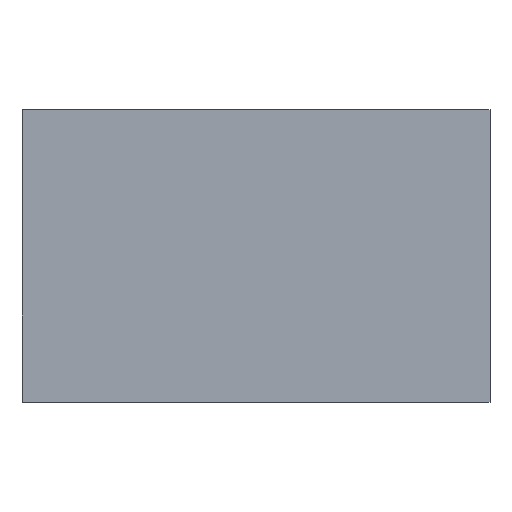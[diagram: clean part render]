
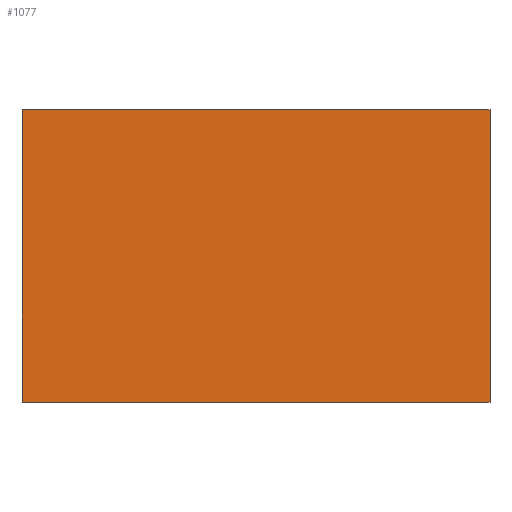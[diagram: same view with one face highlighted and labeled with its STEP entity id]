
A CAD part, top view. The second image highlights one B-rep face of the part: STEP entity #1077.
In plain terms, the highlighted planar face has unit normal (0, 0, 1).
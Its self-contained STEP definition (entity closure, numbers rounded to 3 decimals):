
#115=FACE_OUTER_BOUND('',#175,.T.);
#175=EDGE_LOOP('',(#972,#973,#974,#975));
#296=LINE('',#1846,#422);
#298=LINE('',#1850,#424);
#300=LINE('',#1854,#426);
#302=LINE('',#1857,#428);
#422=VECTOR('',#1342,10.);
#424=VECTOR('',#1346,10.);
#426=VECTOR('',#1350,10.);
#428=VECTOR('',#1354,10.);
#525=VERTEX_POINT('',#1843);
#526=VERTEX_POINT('',#1845);
#527=VERTEX_POINT('',#1849);
#528=VERTEX_POINT('',#1853);
#672=EDGE_CURVE('',#525,#526,#296,.T.);
#674=EDGE_CURVE('',#526,#527,#298,.T.);
#676=EDGE_CURVE('',#527,#528,#300,.T.);
#678=EDGE_CURVE('',#528,#525,#302,.T.);
#972=ORIENTED_EDGE('',*,*,#672,.F.);
#973=ORIENTED_EDGE('',*,*,#678,.F.);
#974=ORIENTED_EDGE('',*,*,#676,.F.);
#975=ORIENTED_EDGE('',*,*,#674,.F.);
#1021=PLANE('',#1141);
#1077=ADVANCED_FACE('',(#115),#1021,.T.);
#1141=AXIS2_PLACEMENT_3D('',#1858,#1355,#1356);
#1342=DIRECTION('',(0.,-1.,0.));
#1346=DIRECTION('',(-1.,0.,0.));
#1350=DIRECTION('',(0.,1.,0.));
#1354=DIRECTION('',(1.,0.,0.));
#1355=DIRECTION('center_axis',(0.,0.,1.));
#1356=DIRECTION('ref_axis',(1.,0.,0.));
#1843=CARTESIAN_POINT('',(1.,0.625,0.5));
#1845=CARTESIAN_POINT('',(1.,-0.625,0.5));
#1846=CARTESIAN_POINT('',(1.,0.625,0.5));
#1849=CARTESIAN_POINT('',(-1.,-0.625,0.5));
#1850=CARTESIAN_POINT('',(1.,-0.625,0.5));
#1853=CARTESIAN_POINT('',(-1.,0.625,0.5));
#1854=CARTESIAN_POINT('',(-1.,-0.625,0.5));
#1857=CARTESIAN_POINT('',(-1.,0.625,0.5));
#1858=CARTESIAN_POINT('Origin',(0.,0.,0.5));
